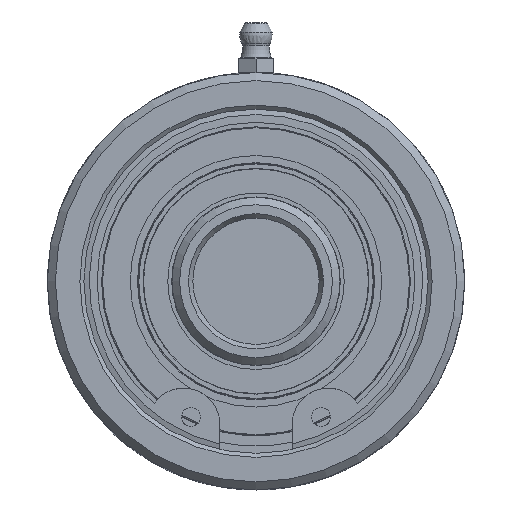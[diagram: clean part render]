
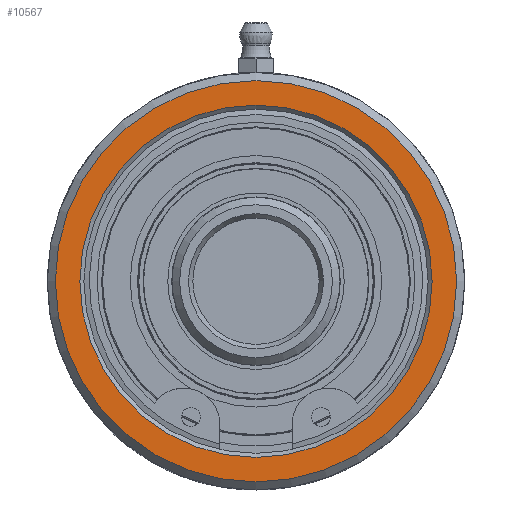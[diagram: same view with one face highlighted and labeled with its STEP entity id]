
A CAD part, left-side view. The second image highlights one B-rep face of the part: STEP entity #10567.
In plain terms, the highlighted planar face has unit normal (-1, 0, 0).
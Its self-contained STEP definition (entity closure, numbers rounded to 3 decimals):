
#292=FACE_BOUND('',#2574,.T.);
#358=PLANE('',#11301);
#1945=FACE_OUTER_BOUND('',#2573,.T.);
#2573=EDGE_LOOP('',(#7153));
#2574=EDGE_LOOP('',(#7154));
#3290=CIRCLE('',#11291,34.85);
#3295=CIRCLE('',#11302,39.7);
#4185=VERTEX_POINT('',#17225);
#4192=VERTEX_POINT('',#17247);
#5341=EDGE_CURVE('',#4185,#4185,#3290,.T.);
#5350=EDGE_CURVE('',#4192,#4192,#3295,.T.);
#7153=ORIENTED_EDGE('',*,*,#5350,.F.);
#7154=ORIENTED_EDGE('',*,*,#5341,.F.);
#10567=ADVANCED_FACE('',(#1945,#292),#358,.F.);
#11291=AXIS2_PLACEMENT_3D('',#17227,#12570,#12571);
#11301=AXIS2_PLACEMENT_3D('',#17246,#12593,#12594);
#11302=AXIS2_PLACEMENT_3D('',#17248,#12595,#12596);
#12570=DIRECTION('center_axis',(-1.,0.,0.));
#12571=DIRECTION('ref_axis',(0.,0.,-1.));
#12593=DIRECTION('center_axis',(1.,0.,0.));
#12594=DIRECTION('ref_axis',(0.,0.,1.));
#12595=DIRECTION('center_axis',(1.,0.,0.));
#12596=DIRECTION('ref_axis',(0.,0.,1.));
#17225=CARTESIAN_POINT('',(-46.09,0.,34.85));
#17227=CARTESIAN_POINT('Origin',(-46.09,0.,0.));
#17246=CARTESIAN_POINT('Origin',(-46.09,0.,-20.65));
#17247=CARTESIAN_POINT('',(-46.09,0.,-39.7));
#17248=CARTESIAN_POINT('Origin',(-46.09,0.,0.));
